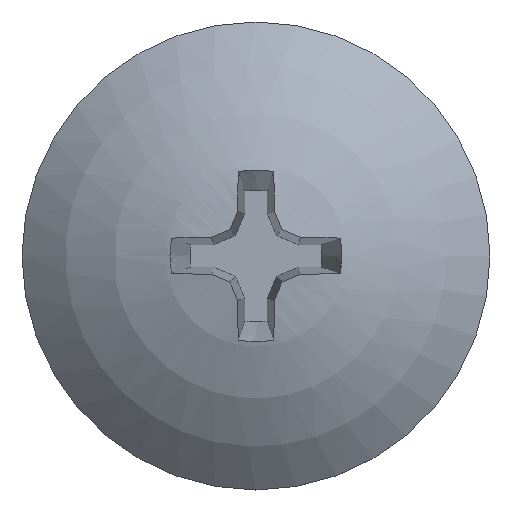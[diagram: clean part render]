
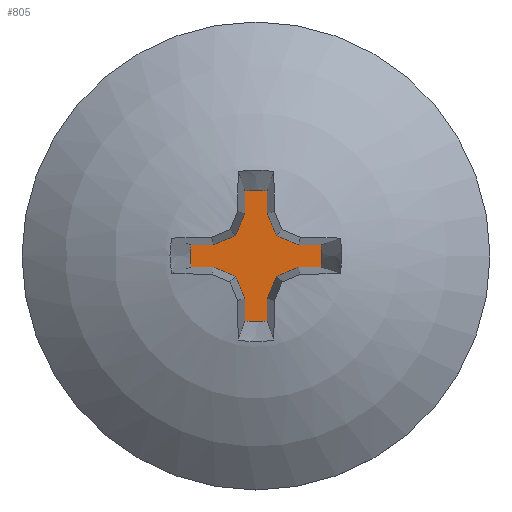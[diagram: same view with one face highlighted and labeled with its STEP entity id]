
A CAD part, top view. The second image highlights one B-rep face of the part: STEP entity #805.
In plain terms, the highlighted planar face has unit normal (0, 0, 1).
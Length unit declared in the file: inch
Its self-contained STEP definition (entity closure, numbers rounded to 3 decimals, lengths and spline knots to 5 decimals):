
#41=PLANE('',#878);
#87=FACE_OUTER_BOUND('',#133,.T.);
#133=EDGE_LOOP('',(#589,#590,#591,#592,#593,#594,#595,#596,#597,#598,#599,
#600,#601,#602,#603,#604,#605,#606,#607,#608));
#169=CIRCLE('',#879,0.06929);
#170=CIRCLE('',#880,0.06929);
#171=CIRCLE('',#881,0.06929);
#172=CIRCLE('',#882,0.06929);
#250=LINE('',#1687,#294);
#251=LINE('',#1689,#295);
#252=LINE('',#1691,#296);
#253=LINE('',#1693,#297);
#254=LINE('',#1697,#298);
#255=LINE('',#1699,#299);
#256=LINE('',#1701,#300);
#257=LINE('',#1703,#301);
#258=LINE('',#1707,#302);
#259=LINE('',#1709,#303);
#260=LINE('',#1711,#304);
#261=LINE('',#1713,#305);
#262=LINE('',#1717,#306);
#263=LINE('',#1719,#307);
#264=LINE('',#1721,#308);
#265=LINE('',#1722,#309);
#294=VECTOR('',#997,0.02311);
#295=VECTOR('',#998,0.02556);
#296=VECTOR('',#999,0.02556);
#297=VECTOR('',#1000,0.02311);
#298=VECTOR('',#1003,0.02311);
#299=VECTOR('',#1004,0.02556);
#300=VECTOR('',#1005,0.02556);
#301=VECTOR('',#1006,0.02311);
#302=VECTOR('',#1009,0.02311);
#303=VECTOR('',#1010,0.02556);
#304=VECTOR('',#1011,0.02556);
#305=VECTOR('',#1012,0.02311);
#306=VECTOR('',#1015,0.02311);
#307=VECTOR('',#1016,0.02556);
#308=VECTOR('',#1017,0.02556);
#309=VECTOR('',#1018,0.02311);
#359=VERTEX_POINT('',#1683);
#360=VERTEX_POINT('',#1684);
#361=VERTEX_POINT('',#1686);
#362=VERTEX_POINT('',#1688);
#363=VERTEX_POINT('',#1690);
#364=VERTEX_POINT('',#1692);
#365=VERTEX_POINT('',#1694);
#366=VERTEX_POINT('',#1696);
#367=VERTEX_POINT('',#1698);
#368=VERTEX_POINT('',#1700);
#369=VERTEX_POINT('',#1702);
#370=VERTEX_POINT('',#1704);
#371=VERTEX_POINT('',#1706);
#372=VERTEX_POINT('',#1708);
#373=VERTEX_POINT('',#1710);
#374=VERTEX_POINT('',#1712);
#375=VERTEX_POINT('',#1714);
#376=VERTEX_POINT('',#1716);
#377=VERTEX_POINT('',#1718);
#378=VERTEX_POINT('',#1720);
#453=EDGE_CURVE('',#359,#360,#169,.T.);
#454=EDGE_CURVE('',#360,#361,#250,.F.);
#455=EDGE_CURVE('',#361,#362,#251,.F.);
#456=EDGE_CURVE('',#362,#363,#252,.F.);
#457=EDGE_CURVE('',#363,#364,#253,.F.);
#458=EDGE_CURVE('',#364,#365,#170,.T.);
#459=EDGE_CURVE('',#365,#366,#254,.F.);
#460=EDGE_CURVE('',#366,#367,#255,.F.);
#461=EDGE_CURVE('',#367,#368,#256,.F.);
#462=EDGE_CURVE('',#368,#369,#257,.F.);
#463=EDGE_CURVE('',#369,#370,#171,.T.);
#464=EDGE_CURVE('',#370,#371,#258,.F.);
#465=EDGE_CURVE('',#371,#372,#259,.F.);
#466=EDGE_CURVE('',#372,#373,#260,.F.);
#467=EDGE_CURVE('',#373,#374,#261,.F.);
#468=EDGE_CURVE('',#374,#375,#172,.T.);
#469=EDGE_CURVE('',#375,#376,#262,.F.);
#470=EDGE_CURVE('',#376,#377,#263,.F.);
#471=EDGE_CURVE('',#377,#378,#264,.F.);
#472=EDGE_CURVE('',#378,#359,#265,.F.);
#589=ORIENTED_EDGE('',*,*,#453,.T.);
#590=ORIENTED_EDGE('',*,*,#454,.T.);
#591=ORIENTED_EDGE('',*,*,#455,.T.);
#592=ORIENTED_EDGE('',*,*,#456,.T.);
#593=ORIENTED_EDGE('',*,*,#457,.T.);
#594=ORIENTED_EDGE('',*,*,#458,.T.);
#595=ORIENTED_EDGE('',*,*,#459,.T.);
#596=ORIENTED_EDGE('',*,*,#460,.T.);
#597=ORIENTED_EDGE('',*,*,#461,.T.);
#598=ORIENTED_EDGE('',*,*,#462,.T.);
#599=ORIENTED_EDGE('',*,*,#463,.T.);
#600=ORIENTED_EDGE('',*,*,#464,.T.);
#601=ORIENTED_EDGE('',*,*,#465,.T.);
#602=ORIENTED_EDGE('',*,*,#466,.T.);
#603=ORIENTED_EDGE('',*,*,#467,.T.);
#604=ORIENTED_EDGE('',*,*,#468,.T.);
#605=ORIENTED_EDGE('',*,*,#469,.T.);
#606=ORIENTED_EDGE('',*,*,#470,.T.);
#607=ORIENTED_EDGE('',*,*,#471,.T.);
#608=ORIENTED_EDGE('',*,*,#472,.T.);
#805=ADVANCED_FACE('',(#87),#41,.T.);
#878=AXIS2_PLACEMENT_3D('',#1682,#993,#994);
#879=AXIS2_PLACEMENT_3D('',#1685,#995,#996);
#880=AXIS2_PLACEMENT_3D('',#1695,#1001,#1002);
#881=AXIS2_PLACEMENT_3D('',#1705,#1007,#1008);
#882=AXIS2_PLACEMENT_3D('',#1715,#1013,#1014);
#993=DIRECTION('center_axis',(0.,0.,1.));
#994=DIRECTION('ref_axis',(1.,0.,0.));
#995=DIRECTION('center_axis',(0.,0.,1.));
#996=DIRECTION('ref_axis',(1.,0.,0.));
#997=DIRECTION('',(0.,1.,0.));
#998=DIRECTION('',(0.383,0.924,0.));
#999=DIRECTION('',(0.924,0.383,0.));
#1000=DIRECTION('',(1.,0.,0.));
#1001=DIRECTION('center_axis',(0.,0.,1.));
#1002=DIRECTION('ref_axis',(1.,0.,0.));
#1003=DIRECTION('',(-1.,0.,0.));
#1004=DIRECTION('',(-0.924,0.383,0.));
#1005=DIRECTION('',(-0.383,0.924,0.));
#1006=DIRECTION('',(0.,1.,0.));
#1007=DIRECTION('center_axis',(0.,0.,1.));
#1008=DIRECTION('ref_axis',(1.,0.,0.));
#1009=DIRECTION('',(0.,-1.,0.));
#1010=DIRECTION('',(-0.383,-0.924,0.));
#1011=DIRECTION('',(-0.924,-0.383,0.));
#1012=DIRECTION('',(-1.,0.,0.));
#1013=DIRECTION('center_axis',(0.,0.,1.));
#1014=DIRECTION('ref_axis',(1.,0.,0.));
#1015=DIRECTION('',(1.,0.,0.));
#1016=DIRECTION('',(0.924,-0.383,0.));
#1017=DIRECTION('',(0.383,-0.924,0.));
#1018=DIRECTION('',(0.,-1.,0.));
#1682=CARTESIAN_POINT('Origin',(0.,0.,0.08091));
#1683=CARTESIAN_POINT('',(0.01178,0.06828,0.08091));
#1684=CARTESIAN_POINT('',(-0.01178,0.06828,0.08091));
#1685=CARTESIAN_POINT('Origin',(0.,0.,0.08091));
#1686=CARTESIAN_POINT('',(-0.01178,0.04518,0.08091));
#1687=CARTESIAN_POINT('',(-0.01178,0.04518,0.08091));
#1688=CARTESIAN_POINT('',(-0.02156,0.02156,0.08091));
#1689=CARTESIAN_POINT('',(-0.02156,0.02156,0.08091));
#1690=CARTESIAN_POINT('',(-0.04518,0.01178,0.08091));
#1691=CARTESIAN_POINT('',(-0.04518,0.01178,0.08091));
#1692=CARTESIAN_POINT('',(-0.06828,0.01178,0.08091));
#1693=CARTESIAN_POINT('',(-0.06828,0.01178,0.08091));
#1694=CARTESIAN_POINT('',(-0.06828,-0.01178,0.08091));
#1695=CARTESIAN_POINT('Origin',(0.,0.,0.08091));
#1696=CARTESIAN_POINT('',(-0.04518,-0.01178,0.08091));
#1697=CARTESIAN_POINT('',(-0.04518,-0.01178,0.08091));
#1698=CARTESIAN_POINT('',(-0.02156,-0.02156,0.08091));
#1699=CARTESIAN_POINT('',(-0.02156,-0.02156,0.08091));
#1700=CARTESIAN_POINT('',(-0.01178,-0.04518,0.08091));
#1701=CARTESIAN_POINT('',(-0.01178,-0.04518,0.08091));
#1702=CARTESIAN_POINT('',(-0.01178,-0.06828,0.08091));
#1703=CARTESIAN_POINT('',(-0.01178,-0.06828,0.08091));
#1704=CARTESIAN_POINT('',(0.01178,-0.06828,0.08091));
#1705=CARTESIAN_POINT('Origin',(0.,0.,0.08091));
#1706=CARTESIAN_POINT('',(0.01178,-0.04518,0.08091));
#1707=CARTESIAN_POINT('',(0.01178,-0.04518,0.08091));
#1708=CARTESIAN_POINT('',(0.02156,-0.02156,0.08091));
#1709=CARTESIAN_POINT('',(0.02156,-0.02156,0.08091));
#1710=CARTESIAN_POINT('',(0.04518,-0.01178,0.08091));
#1711=CARTESIAN_POINT('',(0.04518,-0.01178,0.08091));
#1712=CARTESIAN_POINT('',(0.06828,-0.01178,0.08091));
#1713=CARTESIAN_POINT('',(0.06828,-0.01178,0.08091));
#1714=CARTESIAN_POINT('',(0.06828,0.01178,0.08091));
#1715=CARTESIAN_POINT('Origin',(0.,0.,0.08091));
#1716=CARTESIAN_POINT('',(0.04518,0.01178,0.08091));
#1717=CARTESIAN_POINT('',(0.04518,0.01178,0.08091));
#1718=CARTESIAN_POINT('',(0.02156,0.02156,0.08091));
#1719=CARTESIAN_POINT('',(0.02156,0.02156,0.08091));
#1720=CARTESIAN_POINT('',(0.01178,0.04518,0.08091));
#1721=CARTESIAN_POINT('',(0.01178,0.04518,0.08091));
#1722=CARTESIAN_POINT('',(0.01178,0.06828,0.08091));
